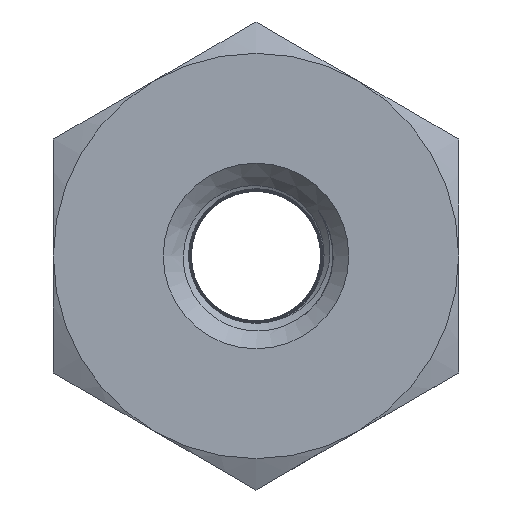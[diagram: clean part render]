
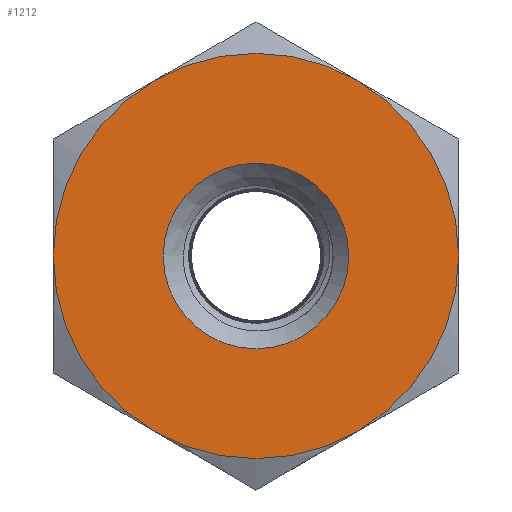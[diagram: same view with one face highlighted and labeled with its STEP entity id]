
A CAD part, left-side view. The second image highlights one B-rep face of the part: STEP entity #1212.
In plain terms, the highlighted face is planar.
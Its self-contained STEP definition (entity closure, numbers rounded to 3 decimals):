
#55=FACE_BOUND('',#218,.T.);
#59=PLANE('',#1303);
#73=CIRCLE('',#1255,6.179);
#85=CIRCLE('',#1292,13.494);
#86=CIRCLE('',#1294,13.494);
#87=CIRCLE('',#1296,13.494);
#88=CIRCLE('',#1298,13.494);
#89=CIRCLE('',#1300,13.494);
#90=CIRCLE('',#1302,13.494);
#145=FACE_OUTER_BOUND('',#217,.T.);
#217=EDGE_LOOP('',(#981,#982,#983,#984,#985,#986));
#218=EDGE_LOOP('',(#987));
#469=VERTEX_POINT('',#3156);
#530=VERTEX_POINT('',#7553);
#531=VERTEX_POINT('',#7554);
#533=VERTEX_POINT('',#7564);
#535=VERTEX_POINT('',#7574);
#537=VERTEX_POINT('',#7584);
#539=VERTEX_POINT('',#7594);
#607=EDGE_CURVE('',#469,#469,#73,.T.);
#694=EDGE_CURVE('',#530,#531,#85,.T.);
#698=EDGE_CURVE('',#531,#533,#86,.T.);
#700=EDGE_CURVE('',#533,#535,#87,.T.);
#703=EDGE_CURVE('',#535,#537,#88,.T.);
#706=EDGE_CURVE('',#537,#539,#89,.T.);
#709=EDGE_CURVE('',#539,#530,#90,.T.);
#981=ORIENTED_EDGE('',*,*,#709,.T.);
#982=ORIENTED_EDGE('',*,*,#694,.T.);
#983=ORIENTED_EDGE('',*,*,#698,.T.);
#984=ORIENTED_EDGE('',*,*,#700,.T.);
#985=ORIENTED_EDGE('',*,*,#703,.T.);
#986=ORIENTED_EDGE('',*,*,#706,.T.);
#987=ORIENTED_EDGE('',*,*,#607,.F.);
#1212=ADVANCED_FACE('',(#145,#55),#59,.T.);
#1255=AXIS2_PLACEMENT_3D('',#3158,#1386,#1387);
#1292=AXIS2_PLACEMENT_3D('',#7555,#1478,#1479);
#1294=AXIS2_PLACEMENT_3D('',#7569,#1482,#1483);
#1296=AXIS2_PLACEMENT_3D('',#7575,#1486,#1487);
#1298=AXIS2_PLACEMENT_3D('',#7585,#1490,#1491);
#1300=AXIS2_PLACEMENT_3D('',#7595,#1494,#1495);
#1302=AXIS2_PLACEMENT_3D('',#7604,#1498,#1499);
#1303=AXIS2_PLACEMENT_3D('',#7612,#1500,#1501);
#1386=DIRECTION('center_axis',(1.,0.,0.));
#1387=DIRECTION('ref_axis',(0.,0.,-1.));
#1478=DIRECTION('center_axis',(1.,0.,0.));
#1479=DIRECTION('ref_axis',(0.,0.,-1.));
#1482=DIRECTION('center_axis',(1.,0.,0.));
#1483=DIRECTION('ref_axis',(0.,0.,-1.));
#1486=DIRECTION('center_axis',(1.,0.,0.));
#1487=DIRECTION('ref_axis',(0.,0.,-1.));
#1490=DIRECTION('center_axis',(1.,0.,0.));
#1491=DIRECTION('ref_axis',(0.,0.,-1.));
#1494=DIRECTION('center_axis',(1.,0.,0.));
#1495=DIRECTION('ref_axis',(0.,0.,-1.));
#1498=DIRECTION('center_axis',(1.,0.,0.));
#1499=DIRECTION('ref_axis',(0.,0.,-1.));
#1500=DIRECTION('center_axis',(1.,0.,0.));
#1501=DIRECTION('ref_axis',(0.,0.,-1.));
#3156=CARTESIAN_POINT('',(12.514,0.,5.974));
#3158=CARTESIAN_POINT('Origin',(12.514,0.,-0.205));
#7553=CARTESIAN_POINT('',(12.514,0.,-13.699));
#7554=CARTESIAN_POINT('',(12.514,11.686,-6.952));
#7555=CARTESIAN_POINT('Origin',(12.514,0.,-0.205));
#7564=CARTESIAN_POINT('',(12.514,11.686,6.542));
#7569=CARTESIAN_POINT('Origin',(12.514,0.,-0.205));
#7574=CARTESIAN_POINT('',(12.514,0.,13.289));
#7575=CARTESIAN_POINT('Origin',(12.514,0.,-0.205));
#7584=CARTESIAN_POINT('',(12.514,-11.686,6.542));
#7585=CARTESIAN_POINT('Origin',(12.514,0.,-0.205));
#7594=CARTESIAN_POINT('',(12.514,-11.686,-6.952));
#7595=CARTESIAN_POINT('Origin',(12.514,0.,-0.205));
#7604=CARTESIAN_POINT('Origin',(12.514,0.,-0.205));
#7612=CARTESIAN_POINT('Origin',(12.514,0.,-0.205));
